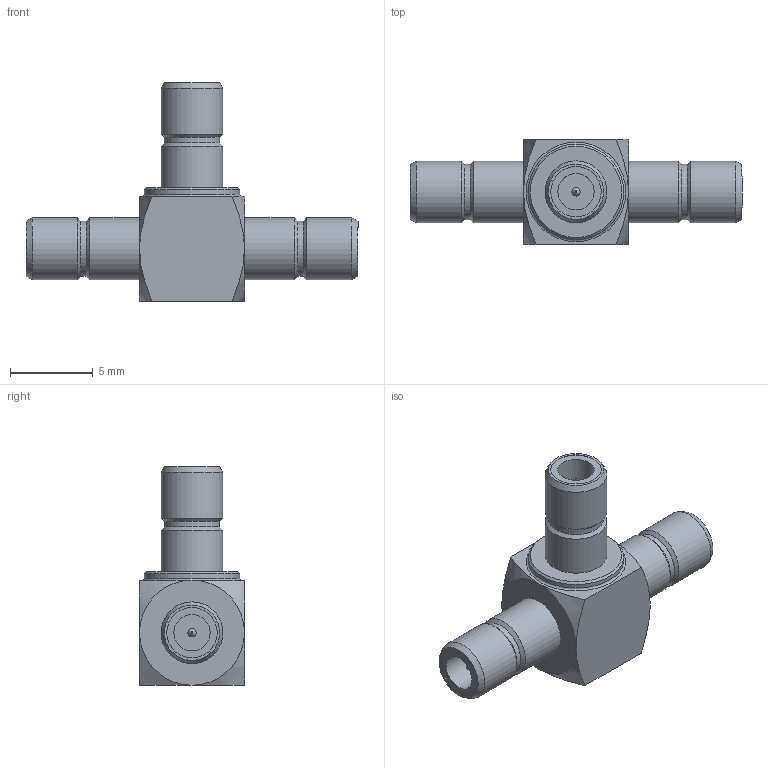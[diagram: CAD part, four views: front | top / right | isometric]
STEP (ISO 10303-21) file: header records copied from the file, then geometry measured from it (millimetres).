
FILE_DESCRIPTION (( 'STEP AP203' ), '1' );
FILE_NAME ('PE9302_3D.step', '2020-08-05T14:30:50', ( '' ), ( '' ), 'SwSTEP 2.0', 'SolidWorks 2018', '' );
FILE_SCHEMA (( 'CONFIG_CONTROL_DESIGN' ));
Length unit declared in the file: inch
Products named in the file (1): PE9302_3D
Bounding box: 20.07 x 6.35 x 13.21 mm (x, y, z)
Volume: 442.8 mm3; surface area: 554.4 mm2
Topology: 1 solids, 1 shells, 60 faces, 110 edges, 65 vertices
Faces by surface type: cone 21, cylinder 19, plane 19, torus 1
Full cylindrical faces by diameter (mm): 0.508 x3, 2.191 x3, 3.048 x3, 3.335 x3, 3.735 x6, 5.767 x1
Entity records: 1419 total; most frequent: CARTESIAN_POINT 293, DIRECTION 234, ORIENTED_EDGE 148, AXIS2_PLACEMENT_3D 115, EDGE_LOOP 106, FACE_OUTER_BOUND 80, EDGE_CURVE 74, VERTEX_POINT 62
